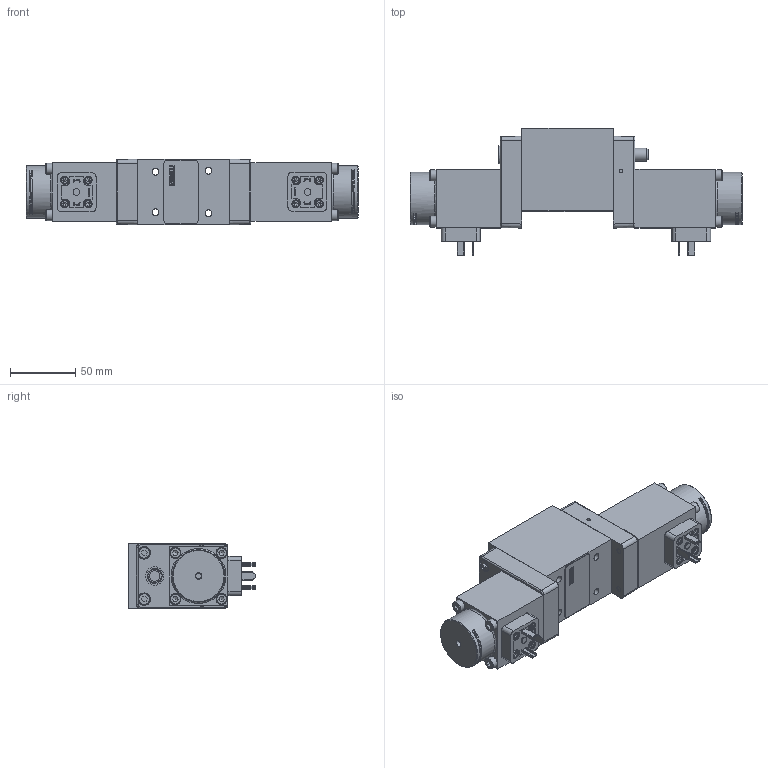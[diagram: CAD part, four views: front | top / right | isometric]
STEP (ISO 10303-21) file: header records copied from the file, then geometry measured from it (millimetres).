
FILE_DESCRIPTION (( 'STEP AP214' ), '1' );
FILE_NAME ('WV700-6-4_3-P3.STEP', '2022-12-09T13:19:40', ( '' ), ( '' ), 'SwSTEP 2.0', 'SolidWorks 2020', '' );
FILE_SCHEMA (( 'AUTOMOTIVE_DESIGN' ));
Length unit declared in the file: millimetre
Products named in the file (1): WV700-6-4_3-P3
Bounding box: 253.7 x 97 x 50 mm (x, y, z)
Volume: 619360 mm3; surface area: 76553.5 mm2
Topology: 1 solids, 22 shells, 1929 faces, 4912 edges, 3162 vertices
Faces by surface type: plane 996, bspline 535, cylinder 331, cone 67
Full cylindrical faces by diameter (mm): 2.61 x1, 4 x1, 4.019 x8, 4.2 x20, 4.95 x2, 5 x4, 5.3 x4, 5.5 x8, 5.9 x1, 6 x8, 6.05 x2, 7 x1, 8 x1, 8.5 x12, 8.934 x1, 9.075 x1, 9.172 x1, 9.463 x1, 9.8 x1, 9.845 x1, 9.891 x1, 9.955 x1, 10 x1, 10.008 x1, 10.025 x1, 10.1 x1, 12.35 x4, 14 x1, 39.278 x1, 40 x2
Entity records: 81844 total; most frequent: CARTESIAN_POINT 39441, ORIENTED_EDGE 9240, DIRECTION 7275, EDGE_CURVE 4620, VERTEX_POINT 3066, LINE 2533, VECTOR 2533, AXIS2_PLACEMENT_3D 2371
